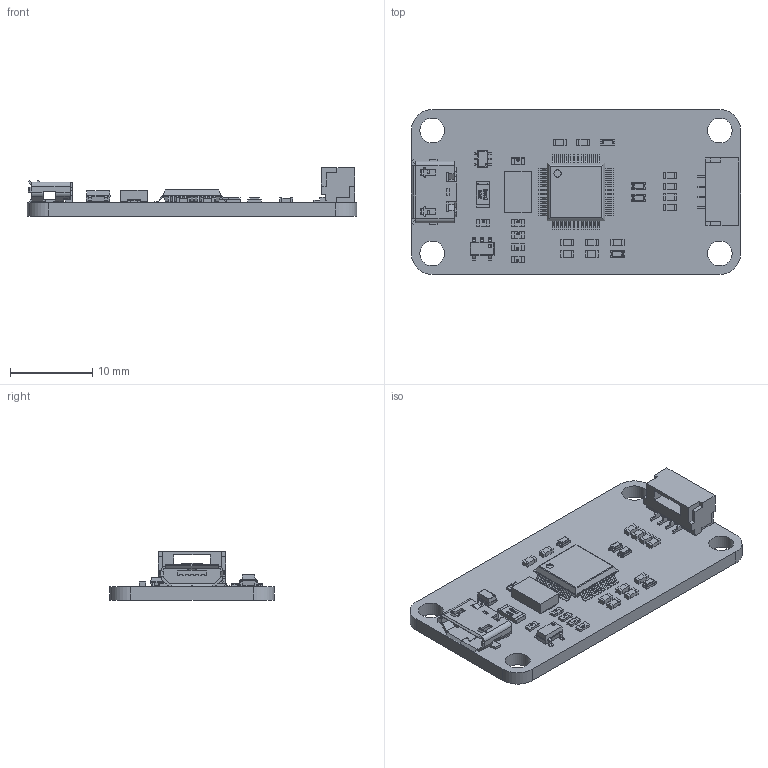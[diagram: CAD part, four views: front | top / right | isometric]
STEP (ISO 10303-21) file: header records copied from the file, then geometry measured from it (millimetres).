
FILE_DESCRIPTION(('Open CASCADE Model'),'2;1');
FILE_NAME('Open CASCADE Shape Model','2021-09-29T10:12:19',('Author'),( 'Open CASCADE'),'Open CASCADE STEP processor 6.8','Open CASCADE 6.8' ,'Unknown');
FILE_SCHEMA(('AUTOMOTIVE_DESIGN { 1 0 10303 214 1 1 1 1 }'));
Length unit declared in the file: millimetre
Products named in the file (62): PCB; Board; Open CASCADE STEP translator 6.8 3.1.1; R10; 6145753808; term1; term2; body; D3; LED_0603_WHITE; C6; User_Library-0603_SMD_Capacitor; R11; 16920512; D4; LED_0603_BLUE; XT1; 6457433792; Body; ('pin',_'1'); ('pin',_'2'); D2; LED_0603_RED; D1; U3; SOT23-5; U2; 6457443712; PinsArrayLR; U1; 6457434032; PinsArrayTB; R9; R8; R7; R6; 6457445712; R5; R4; R3 ...
Assembly tree (75 placements, depth 4):
  PCB
    Board
      Open CASCADE STEP translator 6.8 3.1.1
    R10
      6145753808
        term1
        term2
        body
    D3
      LED_0603_WHITE
    C6
      User_Library-0603_SMD_Capacitor
    R11
      16920512
        term1
        term2
        body
    D4
      LED_0603_BLUE
    XT1
      6457433792
        Body
        ('pin',_'1')
        ('pin',_'2')
    D2
      LED_0603_RED
    D1
      LED_0603_BLUE
    U3
      SOT23-5
    U2
      6457443712
        Body
        PinsArrayLR
    U1
      6457434032
        Body
        PinsArrayLR
        PinsArrayTB
    R9
      16920512
        term1
        term2
        body
    R8
      16920512
        term1
        term2
        body
    R7
      16920512
        term1
        term2
        body
    R6
      6457445712
        term1
        term2
        body
    R5
Bounding box: 40 x 20 x 5.94 mm (x, y, z)
Volume: 1540 mm3; surface area: 2763.5 mm2
Topology: 107 solids, 107 shells, 2603 faces, 6628 edges, 4205 vertices
Faces by surface type: plane 1693, cylinder 478, bspline 366, sphere 66
Full cylindrical faces by diameter (mm): 0.156 x1, 0.55 x2, 0.875 x1, 3 x4
Entity records: 67980 total; most frequent: CARTESIAN_POINT 14024, ORIENTED_EDGE 10160, DIRECTION 9139, EDGE_CURVE 5080, LINE 4059, VECTOR 4059, VERTEX_POINT 3297, AXIS2_PLACEMENT_3D 2540
